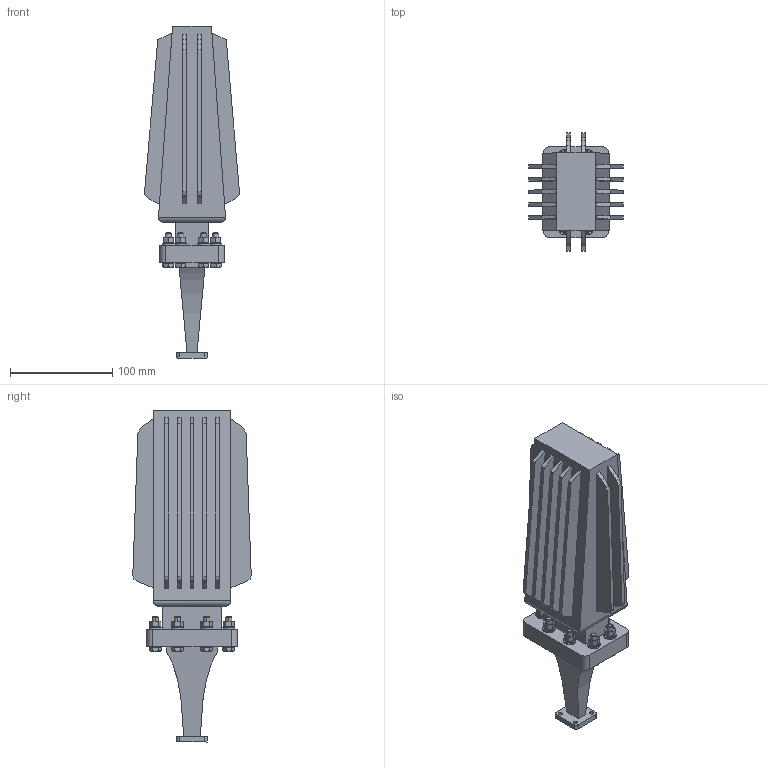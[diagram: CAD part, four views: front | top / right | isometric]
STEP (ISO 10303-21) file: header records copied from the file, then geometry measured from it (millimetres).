
FILE_DESCRIPTION (( 'STEP AP214' ), '1' );
FILE_NAME ('WL-5H-500-H1, Defeatured.STEP', '2024-02-28T18:05:36', ( '' ), ( '' ), 'SwSTEP 2.0', 'SolidWorks 2021', '' );
FILE_SCHEMA (( 'AUTOMOTIVE_DESIGN' ));
Length unit declared in the file: inch
Products named in the file (1): WL-5H-500-H1, Defeatured
Bounding box: 92.97 x 116 x 325 mm (x, y, z)
Volume: 1085494.9 mm3; surface area: 159769.7 mm2
Topology: 18 solids, 18 shells, 714 faces, 1724 edges, 1096 vertices
Faces by surface type: plane 362, cone 192, cylinder 158, bspline 2
Entity records: 32421 total; most frequent: CARTESIAN_POINT 6330, ORIENTED_EDGE 3448, DIRECTION 3390, EDGE_CURVE 1724, AXIS2_PLACEMENT_3D 1249, VERTEX_POINT 1096, LINE 892, VECTOR 892
